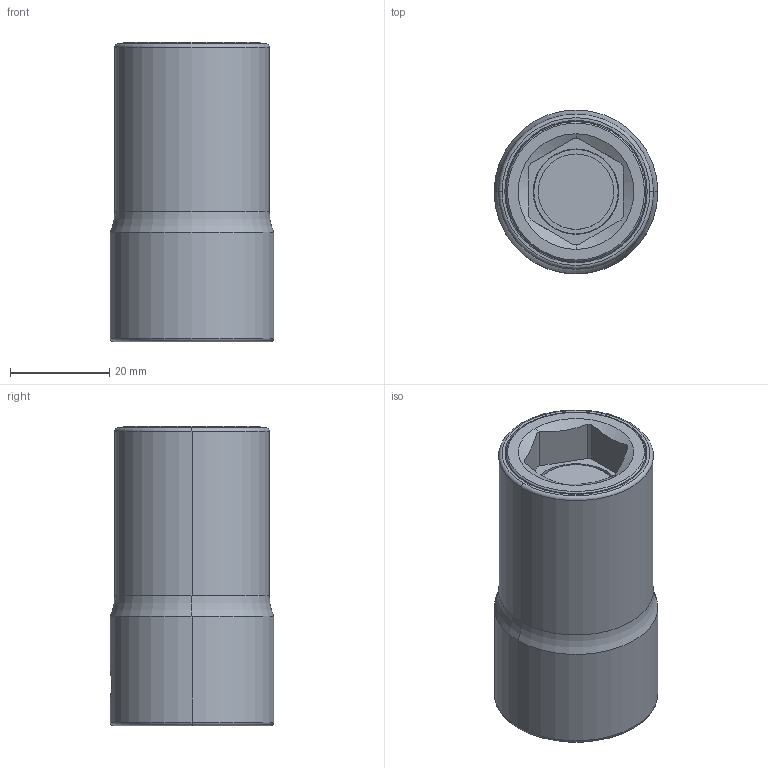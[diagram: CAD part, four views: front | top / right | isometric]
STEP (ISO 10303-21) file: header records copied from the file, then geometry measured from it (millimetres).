
FILE_DESCRIPTION((''),'2;1');
FILE_NAME('4027136219_ASM','2023-09-25T15:42:02',('a00565553'),(''),'CREO PARAMETRIC BY PTC INC, 2022414','CREO PARAMETRIC BY PTC INC, 2022414','');
FILE_SCHEMA(('CONFIG_CONTROL_DESIGN','GEOMETRIC_VALIDATION_PROPERTIES_MIM'));
Length unit declared in the file: millimetre
Products named in the file (3): 4027130719; 4027299385; 4027136219_ASM
Assembly tree (2 placements, depth 2):
  4027136219_ASM
    4027130719
    4027299385
Bounding box: 33 x 33 x 60.3 mm (x, y, z)
Volume: 35686.5 mm3; surface area: 23205.7 mm2
Topology: 4 solids, 4 shells, 96 faces, 235 edges, 146 vertices
Faces by surface type: cylinder 41, plane 26, torus 13, cone 12, bspline 4
Entity records: 4945 total; most frequent: CARTESIAN_POINT 2306, DIRECTION 484, ORIENTED_EDGE 470, EDGE_CURVE 235, AXIS2_PLACEMENT_3D 203, VERTEX_POINT 146, CIRCLE 106, EDGE_LOOP 105
